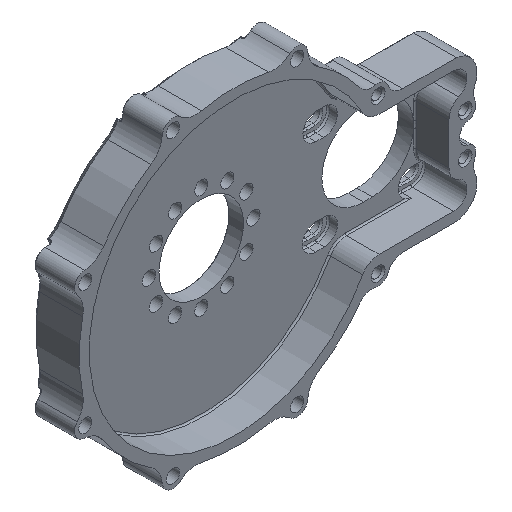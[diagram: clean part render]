
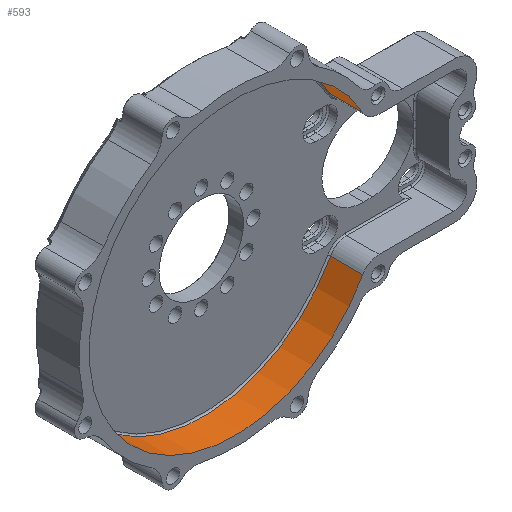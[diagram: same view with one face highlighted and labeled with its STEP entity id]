
A CAD part, isometric view. The second image highlights one B-rep face of the part: STEP entity #593.
In plain terms, the highlighted cylindrical face has radius 47.45 mm (diameter 94.9 mm), a partial arc.
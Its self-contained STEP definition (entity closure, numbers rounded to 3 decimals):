
#593=ADVANCED_FACE('',(#3214),#3216,.F.);
#3214=FACE_BOUND('',#3215,.T.);
#3215=EDGE_LOOP('',(#7063,#7064,#7065,#7066));
#3216=CYLINDRICAL_SURFACE('',#3217,47.45);
#3217=AXIS2_PLACEMENT_3D('',#3218,#3219,#3220);
#3218=CARTESIAN_POINT('',(10.,-139.,10.));
#3219=DIRECTION('',(0.,-1.,0.));
#3220=DIRECTION('',(0.876,0.,0.482));
#7063=ORIENTED_EDGE('',*,*,#8360,.F.);
#7064=ORIENTED_EDGE('',*,*,#8361,.T.);
#7065=ORIENTED_EDGE('',*,*,#8182,.F.);
#7066=ORIENTED_EDGE('',*,*,#8359,.F.);
#8182=EDGE_CURVE('',#8930,#8932,#8933,.F.);
#8359=EDGE_CURVE('',#9239,#8930,#9241,.T.);
#8360=EDGE_CURVE('',#9242,#9239,#9243,.T.);
#8361=EDGE_CURVE('',#9242,#8932,#9244,.T.);
#8930=VERTEX_POINT('',#10229);
#8932=VERTEX_POINT('',#10234);
#8933=CIRCLE('',#10235,47.45);
#9239=VERTEX_POINT('',#11210);
#9241=LINE('',#11215,#11216);
#9242=VERTEX_POINT('',#11218);
#9243=CIRCLE('',#11219,47.45);
#9244=LINE('',#11223,#11224);
#10229=CARTESIAN_POINT('',(51.583,-155.,-12.855));
#10234=CARTESIAN_POINT('',(51.583,-155.,32.855));
#10235=AXIS2_PLACEMENT_3D('',#10236,#10237,#10238);
#10236=CARTESIAN_POINT('',(10.,-155.,10.));
#10237=DIRECTION('',(0.,-1.,0.));
#10238=DIRECTION('',(0.876,0.,0.482));
#11210=CARTESIAN_POINT('',(51.583,-144.5,-12.855));
#11215=CARTESIAN_POINT('',(51.583,-144.5,-12.855));
#11216=VECTOR('',#11217,1.);
#11217=DIRECTION('',(0.,-1.,0.));
#11218=CARTESIAN_POINT('',(51.583,-144.5,32.855));
#11219=AXIS2_PLACEMENT_3D('',#11220,#11221,#11222);
#11220=CARTESIAN_POINT('',(10.,-144.5,10.));
#11221=DIRECTION('',(0.,-1.,0.));
#11222=DIRECTION('',(0.876,0.,0.482));
#11223=CARTESIAN_POINT('',(51.583,-144.5,32.855));
#11224=VECTOR('',#11225,1.);
#11225=DIRECTION('',(0.,-1.,0.));
